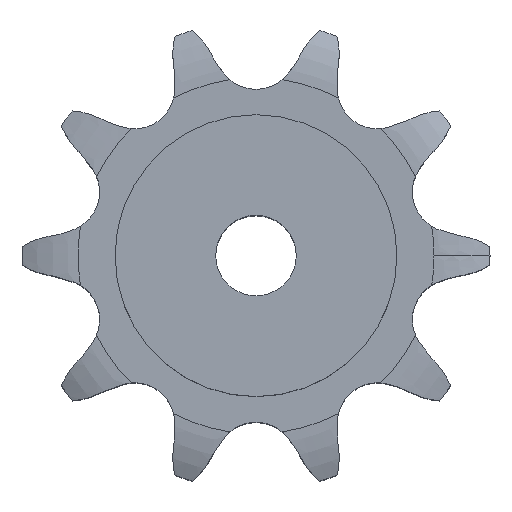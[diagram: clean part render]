
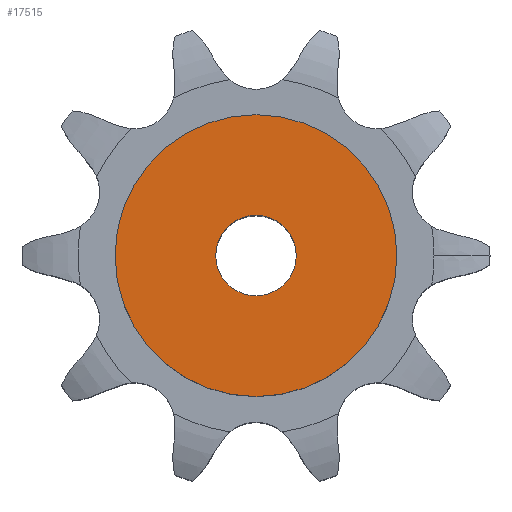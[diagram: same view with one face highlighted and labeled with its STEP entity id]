
A CAD part, top view. The second image highlights one B-rep face of the part: STEP entity #17515.
In plain terms, the highlighted planar face has unit normal (0, 0, 1).
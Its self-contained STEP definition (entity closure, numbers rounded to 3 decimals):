
#9478 = CYLINDRICAL_SURFACE('',#9479,8.);
#9479 = AXIS2_PLACEMENT_3D('',#9480,#9481,#9482);
#9480 = CARTESIAN_POINT('',(0.,0.,168.057));
#9481 = DIRECTION('',(0.,0.,1.));
#9482 = DIRECTION('',(1.,0.,0.));
#12026 = EDGE_CURVE('',#12027,#12027,#12029,.T.);
#12027 = VERTEX_POINT('',#12028);
#12028 = CARTESIAN_POINT('',(8.,0.,65.));
#12029 = SURFACE_CURVE('',#12030,(#12035,#12042),.PCURVE_S1.);
#12030 = CIRCLE('',#12031,8.);
#12031 = AXIS2_PLACEMENT_3D('',#12032,#12033,#12034);
#12032 = CARTESIAN_POINT('',(0.,0.,65.));
#12033 = DIRECTION('',(0.,0.,1.));
#12034 = DIRECTION('',(1.,0.,0.));
#12035 = PCURVE('',#9478,#12036);
#12036 = DEFINITIONAL_REPRESENTATION('',(#12037),#12041);
#12037 = LINE('',#12038,#12039);
#12038 = CARTESIAN_POINT('',(0.,-103.057));
#12039 = VECTOR('',#12040,1.);
#12040 = DIRECTION('',(1.,0.));
#12041 = ( GEOMETRIC_REPRESENTATION_CONTEXT(2) 
PARAMETRIC_REPRESENTATION_CONTEXT() REPRESENTATION_CONTEXT('2D SPACE',''
  ) );
#12042 = PCURVE('',#12043,#12048);
#12043 = PLANE('',#12044);
#12044 = AXIS2_PLACEMENT_3D('',#12045,#12046,#12047);
#12045 = CARTESIAN_POINT('',(0.,0.,65.));
#12046 = DIRECTION('',(0.,0.,1.));
#12047 = DIRECTION('',(1.,0.,0.));
#12048 = DEFINITIONAL_REPRESENTATION('',(#12049),#12053);
#12049 = CIRCLE('',#12050,8.);
#12050 = AXIS2_PLACEMENT_2D('',#12051,#12052);
#12051 = CARTESIAN_POINT('',(0.,0.));
#12052 = DIRECTION('',(1.,0.));
#12053 = ( GEOMETRIC_REPRESENTATION_CONTEXT(2) 
PARAMETRIC_REPRESENTATION_CONTEXT() REPRESENTATION_CONTEXT('2D SPACE',''
  ) );
#17515 = ADVANCED_FACE('',(#17516,#17547),#12043,.T.);
#17516 = FACE_BOUND('',#17517,.T.);
#17517 = EDGE_LOOP('',(#17518));
#17518 = ORIENTED_EDGE('',*,*,#17519,.T.);
#17519 = EDGE_CURVE('',#17520,#17520,#17522,.T.);
#17520 = VERTEX_POINT('',#17521);
#17521 = CARTESIAN_POINT('',(28.,0.,65.));
#17522 = SURFACE_CURVE('',#17523,(#17528,#17535),.PCURVE_S1.);
#17523 = CIRCLE('',#17524,28.);
#17524 = AXIS2_PLACEMENT_3D('',#17525,#17526,#17527);
#17525 = CARTESIAN_POINT('',(0.,0.,65.));
#17526 = DIRECTION('',(0.,0.,1.));
#17527 = DIRECTION('',(1.,0.,0.));
#17528 = PCURVE('',#12043,#17529);
#17529 = DEFINITIONAL_REPRESENTATION('',(#17530),#17534);
#17530 = CIRCLE('',#17531,28.);
#17531 = AXIS2_PLACEMENT_2D('',#17532,#17533);
#17532 = CARTESIAN_POINT('',(0.,0.));
#17533 = DIRECTION('',(1.,0.));
#17534 = ( GEOMETRIC_REPRESENTATION_CONTEXT(2) 
PARAMETRIC_REPRESENTATION_CONTEXT() REPRESENTATION_CONTEXT('2D SPACE',''
  ) );
#17535 = PCURVE('',#17536,#17541);
#17536 = CYLINDRICAL_SURFACE('',#17537,28.);
#17537 = AXIS2_PLACEMENT_3D('',#17538,#17539,#17540);
#17538 = CARTESIAN_POINT('',(0.,0.,0.));
#17539 = DIRECTION('',(-0.,-0.,-1.));
#17540 = DIRECTION('',(1.,0.,0.));
#17541 = DEFINITIONAL_REPRESENTATION('',(#17542),#17546);
#17542 = LINE('',#17543,#17544);
#17543 = CARTESIAN_POINT('',(-0.,-65.));
#17544 = VECTOR('',#17545,1.);
#17545 = DIRECTION('',(-1.,0.));
#17546 = ( GEOMETRIC_REPRESENTATION_CONTEXT(2) 
PARAMETRIC_REPRESENTATION_CONTEXT() REPRESENTATION_CONTEXT('2D SPACE',''
  ) );
#17547 = FACE_BOUND('',#17548,.T.);
#17548 = EDGE_LOOP('',(#17549));
#17549 = ORIENTED_EDGE('',*,*,#12026,.F.);
